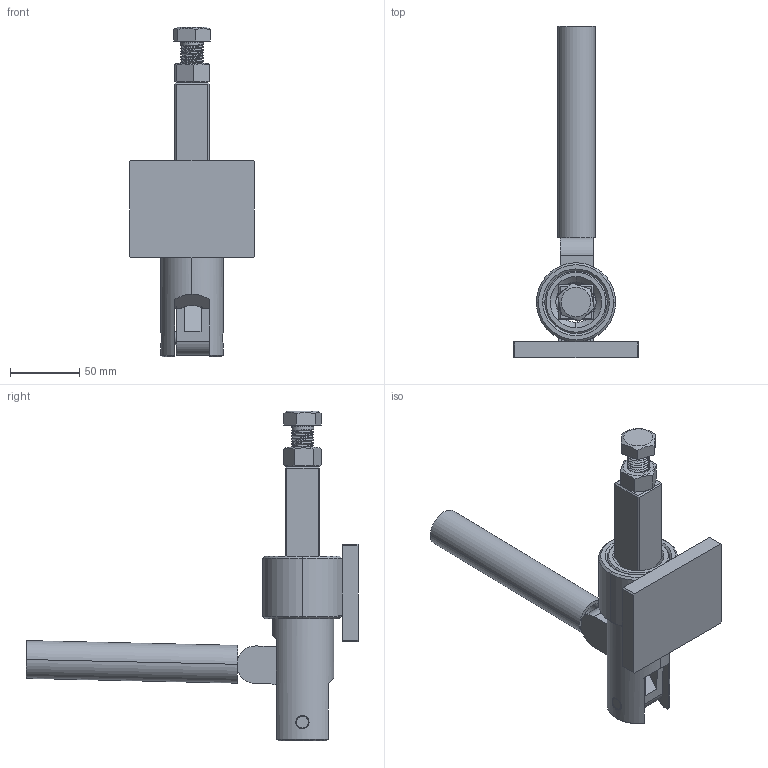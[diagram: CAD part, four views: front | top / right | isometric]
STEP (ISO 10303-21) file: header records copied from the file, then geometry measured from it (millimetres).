
FILE_DESCRIPTION (( 'STEP AP203' ), '1' );
FILE_NAME ('CH-30609M.STEP', '2017-11-28T10:24:17', ( 'Windows' ), ( 'Microsoft' ), 'SwSTEP 2.0', 'SolidWorks 2015', '' );
FILE_SCHEMA (( 'CONFIG_CONTROL_DESIGN' ));
Length unit declared in the file: millimetre
Products named in the file (11): 30609-05; 30609-04; 30609-07; M16-01; 30609-01_默认<按加工>; M16; 30609-02; CH-30609M; 30609-03; 30609-08; 30609-06
Assembly tree (11 placements, depth 2):
  CH-30609M
    30609-01_默认<按加工>
    30609-02
    30609-03
    30609-08
    30609-06
    30609-05
    30609-04
    30609-07  x2
    M16-01
    M16
Bounding box: 90 x 239.09 x 237.48 mm (x, y, z)
Volume: 381543.4 mm3; surface area: 138729.4 mm2
Topology: 16 solids, 16 shells, 2091 faces, 5481 edges, 3446 vertices
Faces by surface type: plane 1376, cylinder 438, bspline 208, cone 67, torus 2
Entity records: 64929 total; most frequent: CARTESIAN_POINT 24790, ORIENTED_EDGE 8580, DIRECTION 7601, EDGE_CURVE 4290, VERTEX_POINT 2714, AXIS2_PLACEMENT_3D 2566, LINE 2469, VECTOR 2469
